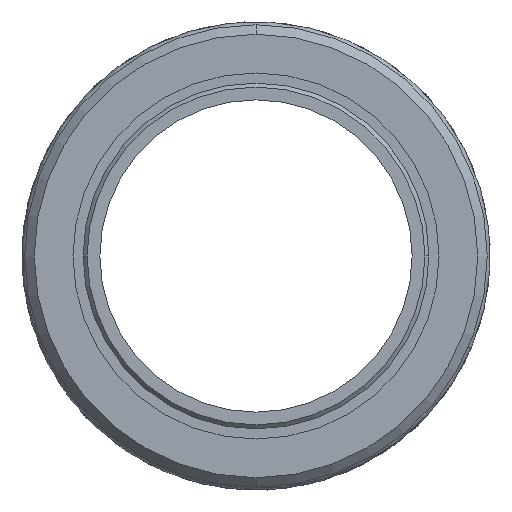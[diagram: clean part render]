
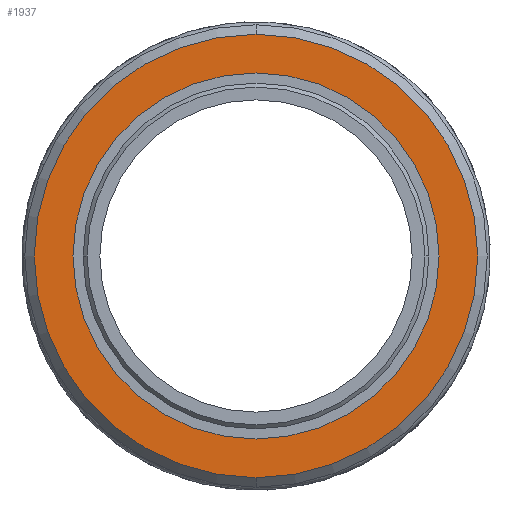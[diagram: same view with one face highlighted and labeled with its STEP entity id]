
A CAD part, front view. The second image highlights one B-rep face of the part: STEP entity #1937.
In plain terms, the highlighted planar face has unit normal (0, -1, 0).
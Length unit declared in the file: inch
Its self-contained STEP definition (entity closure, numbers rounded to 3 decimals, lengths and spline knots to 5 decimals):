
#17 = DIRECTION ( 'NONE',  ( 0., 0., -1. ) ) ;
#38 = ORIENTED_EDGE ( 'NONE', *, *, #2169, .T. ) ;
#114 = VERTEX_POINT ( 'NONE', #1715 ) ;
#133 = CARTESIAN_POINT ( 'NONE',  ( 1.3985, -1.75, 0. ) ) ;
#165 = CARTESIAN_POINT ( 'NONE',  ( 0., -1.75, 1.3985 ) ) ;
#210 = AXIS2_PLACEMENT_3D ( 'NONE', #2156, #1113, #17 ) ;
#226 = ORIENTED_EDGE ( 'NONE', *, *, #635, .F. ) ;
#251 = DIRECTION ( 'NONE',  ( 0., -1., 0. ) ) ;
#262 = AXIS2_PLACEMENT_3D ( 'NONE', #133, #2092, #512 ) ;
#323 = PLANE ( 'NONE',  #262 ) ;
#413 = CARTESIAN_POINT ( 'NONE',  ( 0., -1.75, -1.3985 ) ) ;
#433 = EDGE_LOOP ( 'NONE', ( #226, #803 ) ) ;
#443 = CARTESIAN_POINT ( 'NONE',  ( 0., -1.75, 0. ) ) ;
#512 = DIRECTION ( 'NONE',  ( 0., 0., -1. ) ) ;
#538 = CIRCLE ( 'NONE', #1635, 1.3985 ) ;
#635 = EDGE_CURVE ( 'NONE', #114, #1434, #1938, .T. ) ;
#655 = DIRECTION ( 'NONE',  ( 0., 0., -1. ) ) ;
#803 = ORIENTED_EDGE ( 'NONE', *, *, #1825, .F. ) ;
#835 = CARTESIAN_POINT ( 'NONE',  ( 0., -1.75, 0. ) ) ;
#846 = FACE_BOUND ( 'NONE', #433, .T. ) ;
#957 = VERTEX_POINT ( 'NONE', #413 ) ;
#1013 = DIRECTION ( 'NONE',  ( 0., 0., -1. ) ) ;
#1113 = DIRECTION ( 'NONE',  ( 0., -1., 0. ) ) ;
#1166 = AXIS2_PLACEMENT_3D ( 'NONE', #443, #1697, #655 ) ;
#1240 = CARTESIAN_POINT ( 'NONE',  ( 0., -1.75, 1.1545 ) ) ;
#1321 = EDGE_CURVE ( 'NONE', #1580, #957, #538, .T. ) ;
#1324 = EDGE_LOOP ( 'NONE', ( #1623, #38 ) ) ;
#1348 = CARTESIAN_POINT ( 'NONE',  ( 0., -1.75, 0. ) ) ;
#1417 = CIRCLE ( 'NONE', #210, 1.3985 ) ;
#1434 = VERTEX_POINT ( 'NONE', #1240 ) ;
#1527 = DIRECTION ( 'NONE',  ( 0., 0., -1. ) ) ;
#1549 = CIRCLE ( 'NONE', #1166, 1.1545 ) ;
#1580 = VERTEX_POINT ( 'NONE', #165 ) ;
#1623 = ORIENTED_EDGE ( 'NONE', *, *, #1321, .T. ) ;
#1635 = AXIS2_PLACEMENT_3D ( 'NONE', #835, #2062, #1013 ) ;
#1697 = DIRECTION ( 'NONE',  ( 0., -1., 0. ) ) ;
#1715 = CARTESIAN_POINT ( 'NONE',  ( 0., -1.75, -1.1545 ) ) ;
#1825 = EDGE_CURVE ( 'NONE', #1434, #114, #1549, .T. ) ;
#1865 = AXIS2_PLACEMENT_3D ( 'NONE', #1348, #251, #1527 ) ;
#1937 = ADVANCED_FACE ( 'NONE', ( #2248, #846 ), #323, .T. ) ;
#1938 = CIRCLE ( 'NONE', #1865, 1.1545 ) ;
#2062 = DIRECTION ( 'NONE',  ( 0., -1., 0. ) ) ;
#2092 = DIRECTION ( 'NONE',  ( 0., -1., 0. ) ) ;
#2156 = CARTESIAN_POINT ( 'NONE',  ( 0., -1.75, 0. ) ) ;
#2169 = EDGE_CURVE ( 'NONE', #957, #1580, #1417, .T. ) ;
#2248 = FACE_OUTER_BOUND ( 'NONE', #1324, .T. ) ;
